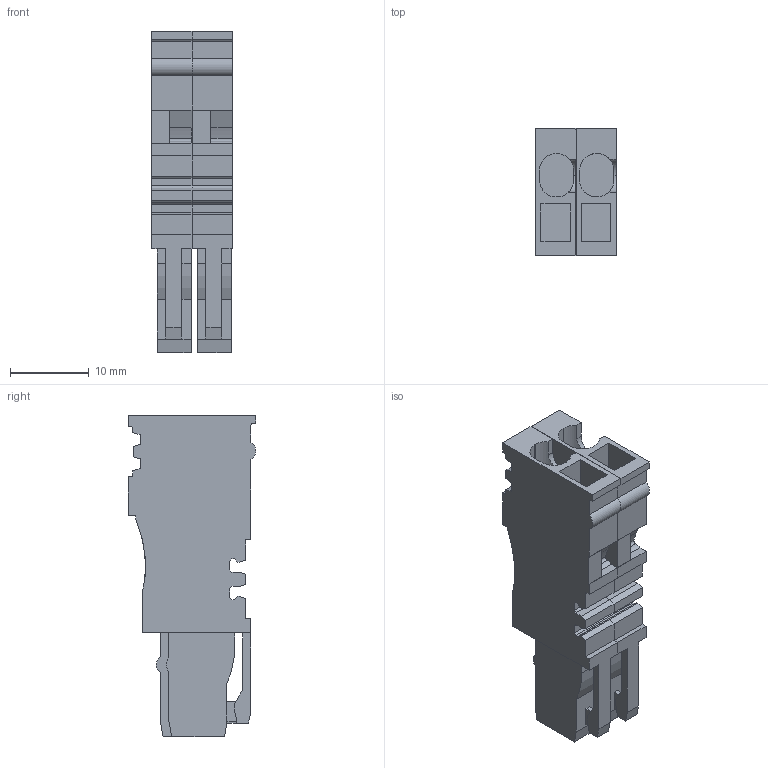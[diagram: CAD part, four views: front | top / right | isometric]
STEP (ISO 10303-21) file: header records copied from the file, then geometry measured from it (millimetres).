
FILE_DESCRIPTION(('CATIA V5R22 STEP214','CAx-IF Rec.Pracs.--- Model Styling and Organization---1.4--- 2014-01-23'),'2;1');
FILE_NAME ('024282-2_0', '2021-06-07T12:13:55+00:00', ('Weidmueller Interface'), ('Weidmueller'), 'CATIA Version 5-6 Release 2016 SP3 HF44', 'CATIA V5 STEP AP214', 'none');
FILE_SCHEMA(('AUTOMOTIVE_DESIGN { 1 0 10303 214 1 1 1 1 }'));
Length unit declared in the file: millimetre
Products named in the file (1): 1867090000
Bounding box: 10.2 x 16.15 x 40.75 mm (x, y, z)
Volume: 3628.1 mm3; surface area: 4452.2 mm2
Topology: 2 solids, 2 shells, 296 faces, 866 edges, 580 vertices
Faces by surface type: plane 256, cylinder 40
Entity records: 9185 total; most frequent: ORIENTED_EDGE 1732, CARTESIAN_POINT 1726, DIRECTION 1231, EDGE_CURVE 866, VECTOR 772, LINE 772, VERTEX_POINT 580, EDGE_LOOP 306
